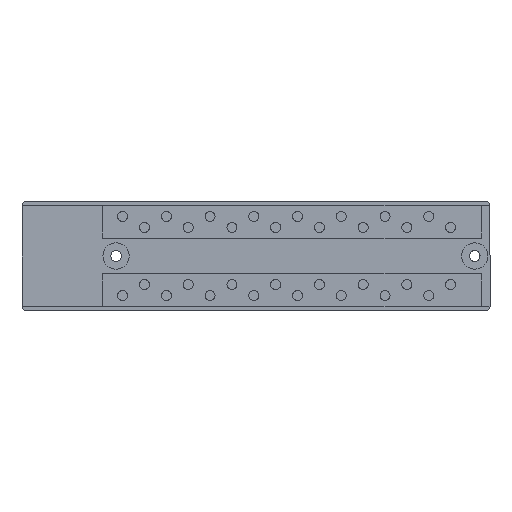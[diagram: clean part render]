
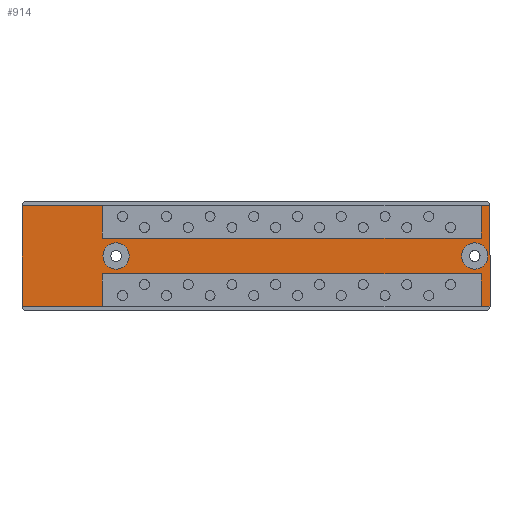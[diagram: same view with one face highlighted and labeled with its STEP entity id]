
A CAD part, top view. The second image highlights one B-rep face of the part: STEP entity #914.
In plain terms, the highlighted face is planar.
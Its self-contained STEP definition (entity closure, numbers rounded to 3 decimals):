
#36 = CARTESIAN_POINT ( 'NONE',  ( 53.5, 0., 0. ) ) ;
#41 = VERTEX_POINT ( 'NONE', #330 ) ;
#49 = VERTEX_POINT ( 'NONE', #391 ) ;
#53 = VERTEX_POINT ( 'NONE', #368 ) ;
#75 = VECTOR ( 'NONE', #272, 1000. ) ;
#88 = ORIENTED_EDGE ( 'NONE', *, *, #1350, .F. ) ;
#97 = VERTEX_POINT ( 'NONE', #454 ) ;
#102 = CARTESIAN_POINT ( 'NONE',  ( 50., 0., 0. ) ) ;
#131 = CARTESIAN_POINT ( 'NONE',  ( -32., 0., 0. ) ) ;
#164 = EDGE_LOOP ( 'NONE', ( #586, #221, #302, #1251, #88, #595, #1358, #1694, #1534, #1267, #1168, #497 ) ) ;
#194 = VERTEX_POINT ( 'NONE', #604 ) ;
#211 = DIRECTION ( 'NONE',  ( -1., 0., 0. ) ) ;
#221 = ORIENTED_EDGE ( 'NONE', *, *, #1423, .F. ) ;
#254 = CARTESIAN_POINT ( 'NONE',  ( 0., 11.5, 0. ) ) ;
#258 = CARTESIAN_POINT ( 'NONE',  ( -35.15, 0., 0. ) ) ;
#271 = LINE ( 'NONE', #394, #668 ) ;
#272 = DIRECTION ( 'NONE',  ( -1., 0., 0. ) ) ;
#275 = EDGE_LOOP ( 'NONE', ( #566, #1448 ) ) ;
#287 = LINE ( 'NONE', #588, #1098 ) ;
#302 = ORIENTED_EDGE ( 'NONE', *, *, #1651, .F. ) ;
#307 = LINE ( 'NONE', #979, #1546 ) ;
#308 = VERTEX_POINT ( 'NONE', #695 ) ;
#315 = CARTESIAN_POINT ( 'NONE',  ( 0., 11.5, 0. ) ) ;
#325 = CIRCLE ( 'NONE', #1510, 3. ) ;
#326 = DIRECTION ( 'NONE',  ( 0., 1., 0. ) ) ;
#330 = CARTESIAN_POINT ( 'NONE',  ( 53.5, 11.5, 0. ) ) ;
#357 = CARTESIAN_POINT ( 'NONE',  ( -35.15, 0., 0. ) ) ;
#368 = CARTESIAN_POINT ( 'NONE',  ( 47., 0., 0. ) ) ;
#383 = DIRECTION ( 'NONE',  ( -1., 0., 0. ) ) ;
#391 = CARTESIAN_POINT ( 'NONE',  ( -35.15, -4.1, 0. ) ) ;
#394 = CARTESIAN_POINT ( 'NONE',  ( 0., -4.1, 0. ) ) ;
#395 = AXIS2_PLACEMENT_3D ( 'NONE', #1439, #1466, #1792 ) ;
#398 = VERTEX_POINT ( 'NONE', #798 ) ;
#430 = EDGE_CURVE ( 'NONE', #1483, #1114, #450, .T. ) ;
#450 = LINE ( 'NONE', #823, #451 ) ;
#451 = VECTOR ( 'NONE', #828, 1000. ) ;
#454 = CARTESIAN_POINT ( 'NONE',  ( 51.5, -4.1, 0. ) ) ;
#461 = CARTESIAN_POINT ( 'NONE',  ( -35.15, 11.5, 0. ) ) ;
#489 = EDGE_CURVE ( 'NONE', #97, #876, #533, .T. ) ;
#491 = VERTEX_POINT ( 'NONE', #992 ) ;
#497 = ORIENTED_EDGE ( 'NONE', *, *, #1438, .T. ) ;
#533 = LINE ( 'NONE', #977, #559 ) ;
#559 = VECTOR ( 'NONE', #1003, 1000. ) ;
#563 = EDGE_CURVE ( 'NONE', #41, #491, #644, .T. ) ;
#566 = ORIENTED_EDGE ( 'NONE', *, *, #1582, .F. ) ;
#572 = DIRECTION ( 'NONE',  ( 0., -1., 0. ) ) ;
#577 = CARTESIAN_POINT ( 'NONE',  ( -53.5, 11.5, 0. ) ) ;
#585 = EDGE_CURVE ( 'NONE', #1756, #1824, #672, .T. ) ;
#586 = ORIENTED_EDGE ( 'NONE', *, *, #489, .F. ) ;
#588 = CARTESIAN_POINT ( 'NONE',  ( -53.5, 0., 0. ) ) ;
#595 = ORIENTED_EDGE ( 'NONE', *, *, #585, .F. ) ;
#604 = CARTESIAN_POINT ( 'NONE',  ( -29., 0., 0. ) ) ;
#618 = EDGE_CURVE ( 'NONE', #928, #1756, #726, .T. ) ;
#644 = LINE ( 'NONE', #36, #659 ) ;
#646 = DIRECTION ( 'NONE',  ( 0., -1., 0. ) ) ;
#659 = VECTOR ( 'NONE', #1129, 1000. ) ;
#668 = VECTOR ( 'NONE', #925, 1000. ) ;
#672 = LINE ( 'NONE', #315, #694 ) ;
#694 = VECTOR ( 'NONE', #383, 1000. ) ;
#695 = CARTESIAN_POINT ( 'NONE',  ( 53., 0., 0. ) ) ;
#726 = LINE ( 'NONE', #258, #770 ) ;
#761 = DIRECTION ( 'NONE',  ( 0., 1., 0. ) ) ;
#770 = VECTOR ( 'NONE', #761, 1000. ) ;
#788 = CARTESIAN_POINT ( 'NONE',  ( 0., 4.1, 0. ) ) ;
#798 = CARTESIAN_POINT ( 'NONE',  ( 51.5, 4.1, 0. ) ) ;
#818 = LINE ( 'NONE', #254, #75 ) ;
#823 = CARTESIAN_POINT ( 'NONE',  ( 0., -11.5, 0. ) ) ;
#828 = DIRECTION ( 'NONE',  ( -1., 0., 0. ) ) ;
#845 = VECTOR ( 'NONE', #1421, 1000. ) ;
#870 = LINE ( 'NONE', #357, #1713 ) ;
#876 = VERTEX_POINT ( 'NONE', #1428 ) ;
#909 = EDGE_LOOP ( 'NONE', ( #1752, #1594 ) ) ;
#914 = ADVANCED_FACE ( 'NONE', ( #1511, #1486, #1499 ), #1375, .F. ) ;
#925 = DIRECTION ( 'NONE',  ( 1., 0., 0. ) ) ;
#928 = VERTEX_POINT ( 'NONE', #1454 ) ;
#950 = EDGE_CURVE ( 'NONE', #1461, #398, #1687, .T. ) ;
#977 = CARTESIAN_POINT ( 'NONE',  ( 51.5, 0., 0. ) ) ;
#979 = CARTESIAN_POINT ( 'NONE',  ( 0., -11.5, 0. ) ) ;
#992 = CARTESIAN_POINT ( 'NONE',  ( 53.5, -11.5, 0. ) ) ;
#1003 = DIRECTION ( 'NONE',  ( 0., -1., 0. ) ) ;
#1004 = CIRCLE ( 'NONE', #1628, 3. ) ;
#1019 = CARTESIAN_POINT ( 'NONE',  ( 51.5, 11.5, 0. ) ) ;
#1098 = VECTOR ( 'NONE', #572, 1000. ) ;
#1114 = VERTEX_POINT ( 'NONE', #1876 ) ;
#1120 = CARTESIAN_POINT ( 'NONE',  ( -35.15, -11.5, 0. ) ) ;
#1129 = DIRECTION ( 'NONE',  ( 0., -1., 0. ) ) ;
#1158 = CIRCLE ( 'NONE', #1328, 3. ) ;
#1167 = DIRECTION ( 'NONE',  ( 1., 0., 0. ) ) ;
#1168 = ORIENTED_EDGE ( 'NONE', *, *, #563, .T. ) ;
#1178 = DIRECTION ( 'NONE',  ( 0., 0., -1. ) ) ;
#1199 = CARTESIAN_POINT ( 'NONE',  ( -32., 0., 0. ) ) ;
#1210 = LINE ( 'NONE', #788, #845 ) ;
#1213 = DIRECTION ( 'NONE',  ( 0., 0., -1. ) ) ;
#1251 = ORIENTED_EDGE ( 'NONE', *, *, #430, .T. ) ;
#1267 = ORIENTED_EDGE ( 'NONE', *, *, #1323, .F. ) ;
#1323 = EDGE_CURVE ( 'NONE', #41, #1461, #818, .T. ) ;
#1328 = AXIS2_PLACEMENT_3D ( 'NONE', #102, #1415, #1414 ) ;
#1350 = EDGE_CURVE ( 'NONE', #1824, #1114, #287, .T. ) ;
#1358 = ORIENTED_EDGE ( 'NONE', *, *, #618, .F. ) ;
#1375 = PLANE ( 'NONE',  #395 ) ;
#1398 = CIRCLE ( 'NONE', #1576, 3. ) ;
#1406 = CARTESIAN_POINT ( 'NONE',  ( -35., 0., 0. ) ) ;
#1414 = DIRECTION ( 'NONE',  ( 1., 0., 0. ) ) ;
#1415 = DIRECTION ( 'NONE',  ( 0., 0., -1. ) ) ;
#1421 = DIRECTION ( 'NONE',  ( -1., 0., 0. ) ) ;
#1423 = EDGE_CURVE ( 'NONE', #49, #97, #271, .T. ) ;
#1428 = CARTESIAN_POINT ( 'NONE',  ( 51.5, -11.5, 0. ) ) ;
#1438 = EDGE_CURVE ( 'NONE', #491, #876, #307, .T. ) ;
#1439 = CARTESIAN_POINT ( 'NONE',  ( 0., 0., 0. ) ) ;
#1448 = ORIENTED_EDGE ( 'NONE', *, *, #1481, .F. ) ;
#1454 = CARTESIAN_POINT ( 'NONE',  ( -35.15, 4.1, 0. ) ) ;
#1461 = VERTEX_POINT ( 'NONE', #1019 ) ;
#1466 = DIRECTION ( 'NONE',  ( 0., 0., 1. ) ) ;
#1481 = EDGE_CURVE ( 'NONE', #1846, #194, #1004, .T. ) ;
#1483 = VERTEX_POINT ( 'NONE', #1120 ) ;
#1486 = FACE_BOUND ( 'NONE', #909, .T. ) ;
#1498 = EDGE_CURVE ( 'NONE', #308, #53, #1398, .T. ) ;
#1499 = FACE_OUTER_BOUND ( 'NONE', #164, .T. ) ;
#1510 = AXIS2_PLACEMENT_3D ( 'NONE', #131, #1675, #1677 ) ;
#1511 = FACE_BOUND ( 'NONE', #275, .T. ) ;
#1523 = DIRECTION ( 'NONE',  ( 1., 0., 0. ) ) ;
#1534 = ORIENTED_EDGE ( 'NONE', *, *, #950, .F. ) ;
#1546 = VECTOR ( 'NONE', #211, 1000. ) ;
#1576 = AXIS2_PLACEMENT_3D ( 'NONE', #1696, #1178, #1523 ) ;
#1582 = EDGE_CURVE ( 'NONE', #194, #1846, #325, .T. ) ;
#1594 = ORIENTED_EDGE ( 'NONE', *, *, #1808, .F. ) ;
#1601 = CARTESIAN_POINT ( 'NONE',  ( 51.5, 0., 0. ) ) ;
#1628 = AXIS2_PLACEMENT_3D ( 'NONE', #1199, #1213, #1167 ) ;
#1651 = EDGE_CURVE ( 'NONE', #1483, #49, #870, .T. ) ;
#1673 = VECTOR ( 'NONE', #646, 1000. ) ;
#1675 = DIRECTION ( 'NONE',  ( 0., 0., -1. ) ) ;
#1677 = DIRECTION ( 'NONE',  ( 1., 0., 0. ) ) ;
#1687 = LINE ( 'NONE', #1601, #1673 ) ;
#1694 = ORIENTED_EDGE ( 'NONE', *, *, #1882, .F. ) ;
#1696 = CARTESIAN_POINT ( 'NONE',  ( 50., 0., 0. ) ) ;
#1713 = VECTOR ( 'NONE', #326, 1000. ) ;
#1752 = ORIENTED_EDGE ( 'NONE', *, *, #1498, .F. ) ;
#1756 = VERTEX_POINT ( 'NONE', #461 ) ;
#1792 = DIRECTION ( 'NONE',  ( 1., 0., 0. ) ) ;
#1808 = EDGE_CURVE ( 'NONE', #53, #308, #1158, .T. ) ;
#1824 = VERTEX_POINT ( 'NONE', #577 ) ;
#1846 = VERTEX_POINT ( 'NONE', #1406 ) ;
#1876 = CARTESIAN_POINT ( 'NONE',  ( -53.5, -11.5, 0. ) ) ;
#1882 = EDGE_CURVE ( 'NONE', #398, #928, #1210, .T. ) ;
